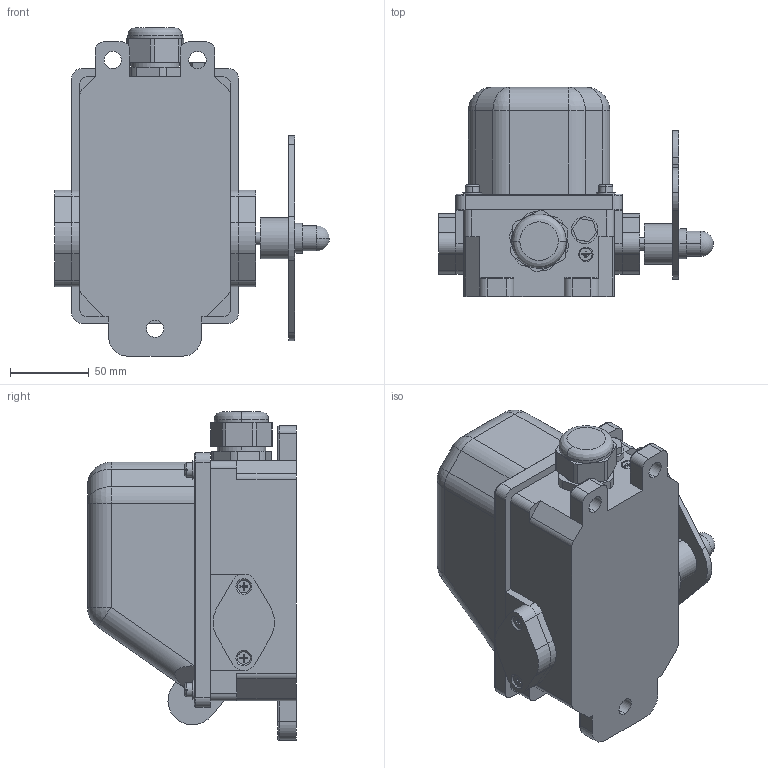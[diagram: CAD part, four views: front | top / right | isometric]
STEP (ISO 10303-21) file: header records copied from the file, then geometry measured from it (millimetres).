
FILE_DESCRIPTION (( 'STEP AP214' ), '1' );
FILE_NAME ('KV-1-704-1 ÊÓ-704 Ó1, W-îáðàçíûé ðû÷àã, 10 À, IP44, 2 ýë. öåïè.STEP', '2017-11-15T07:44:08', ( '' ), ( '' ), 'SwSTEP 2.0', 'SolidWorks 2014', '' );
FILE_SCHEMA (( 'AUTOMOTIVE_DESIGN' ));
Length unit declared in the file: millimetre
Products named in the file (1): KV-1-704-1 ÊÓ-704 Ó1, W-îáðàçíûé ðû÷àã, 10 À, IP44, 2 ýë. öåïè
Bounding box: 175 x 133 x 209 mm (x, y, z)
Volume: 1830840.3 mm3; surface area: 141361.6 mm2
Topology: 4 solids, 4 shells, 493 faces, 1283 edges, 833 vertices
Faces by surface type: plane 284, cylinder 136, bspline 35, torus 22, cone 8, sphere 8
Entity records: 16966 total; most frequent: CARTESIAN_POINT 4811, ORIENTED_EDGE 2550, DIRECTION 2433, EDGE_CURVE 1275, LINE 855, VECTOR 855, VERTEX_POINT 833, AXIS2_PLACEMENT_3D 789
